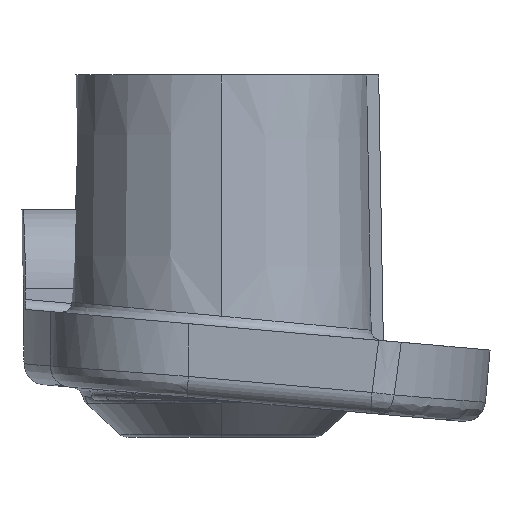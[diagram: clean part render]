
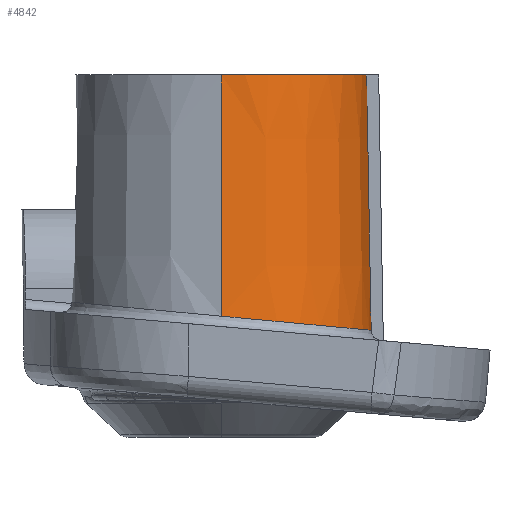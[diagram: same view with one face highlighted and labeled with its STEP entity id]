
A CAD part, left-side view. The second image highlights one B-rep face of the part: STEP entity #4842.
In plain terms, the highlighted conical face has half-angle 1 degrees and reference radius 3.52 mm.
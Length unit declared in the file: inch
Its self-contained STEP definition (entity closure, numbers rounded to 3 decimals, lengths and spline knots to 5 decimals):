
#90 = VECTOR ( 'NONE', #1295, 39.37008 ) ;
#396 = ORIENTED_EDGE ( 'NONE', *, *, #7692, .F. ) ;
#407 = CARTESIAN_POINT ( 'NONE',  ( -0.36, 0., 0. ) ) ;
#444 = CARTESIAN_POINT ( 'NONE',  ( -0.5026, 0., -0.22987 ) ) ;
#714 = VERTEX_POINT ( 'NONE', #444 ) ;
#806 = CARTESIAN_POINT ( 'NONE',  ( -0.29056, -0.12522, -0.24159 ) ) ;
#846 = CARTESIAN_POINT ( 'NONE',  ( -0.251, -0.09218, -0.2385 ) ) ;
#868 = EDGE_CURVE ( 'NONE', #2234, #714, #8286, .T. ) ;
#903 = CIRCLE ( 'NONE', #8304, 0.13859 ) ;
#948 = VERTEX_POINT ( 'NONE', #1925 ) ;
#954 = CARTESIAN_POINT ( 'NONE',  ( -0.36, 0., 0. ) ) ;
#1177 = CARTESIAN_POINT ( 'NONE',  ( -0.48828, -0.06322, -0.23579 ) ) ;
#1216 = CARTESIAN_POINT ( 'NONE',  ( -0.50171, -0.01867, -0.23162 ) ) ;
#1255 = CARTESIAN_POINT ( 'NONE',  ( -0.47358, -0.08696, -0.23801 ) ) ;
#1295 = DIRECTION ( 'NONE',  ( -0.017, 0., -1. ) ) ;
#1350 = CARTESIAN_POINT ( 'NONE',  ( -0.25143, -0.08614, 0. ) ) ;
#1469 = CARTESIAN_POINT ( 'NONE',  ( -0.34971, -0.14283, -0.24324 ) ) ;
#1696 = FACE_OUTER_BOUND ( 'NONE', #4176, .T. ) ;
#1749 = CARTESIAN_POINT ( 'NONE',  ( -0.48391, -0.07142, -0.23656 ) ) ;
#1792 = CARTESIAN_POINT ( 'NONE',  ( -0.50262, -0.00941, -0.23075 ) ) ;
#1852 = CARTESIAN_POINT ( 'NONE',  ( -0.25113, -0.08908, -0.1188 ) ) ;
#1898 = CARTESIAN_POINT ( 'NONE',  ( -0.251, -0.09218, -0.2385 ) ) ;
#1925 = CARTESIAN_POINT ( 'NONE',  ( -0.36, -0.14283, -0.24324 ) ) ;
#2022 = CARTESIAN_POINT ( 'NONE',  ( -0.36, -0.14283, -0.24324 ) ) ;
#2106 = CARTESIAN_POINT ( 'NONE',  ( -0.30942, -0.13397, -0.24241 ) ) ;
#2234 = VERTEX_POINT ( 'NONE', #4072 ) ;
#2601 = EDGE_CURVE ( 'NONE', #948, #714, #3206, .T. ) ;
#2888 = DIRECTION ( 'NONE',  ( 0., 0., -1. ) ) ;
#2965 = B_SPLINE_CURVE_WITH_KNOTS ( 'NONE', 3,
 ( #3867, #4421, #7623, #8257, #1852, #4368, #1898 ),
 .UNSPECIFIED., .F., .F.,
 ( 4, 3, 4 ),
 ( 0., 0.0015, 0.00606 ),
 .UNSPECIFIED. ) ;
#3206 = B_SPLINE_CURVE_WITH_KNOTS ( 'NONE', 3,
 ( #7528, #6204, #5581, #7567, #8296, #8207, #5539, #4998, #8164, #4904, #1255, #1749, #1177, #4415, #4320, #1216, #1792, #6892 ),
 .UNSPECIFIED., .F., .F.,
 ( 4, 2, 2, 2, 2, 2, 2, 2, 4 ),
 ( 0.00317, 0.00389, 0.00461, 0.00532, 0.00604, 0.00676, 0.00748, 0.0082, 0.00892 ),
 .UNSPECIFIED. ) ;
#3263 = EDGE_CURVE ( 'NONE', #6321, #948, #4002, .T. ) ;
#3711 = AXIS2_PLACEMENT_3D ( 'NONE', #407, #7513, #6283 ) ;
#3867 = CARTESIAN_POINT ( 'NONE',  ( -0.25143, -0.08614, 0. ) ) ;
#3906 = CARTESIAN_POINT ( 'NONE',  ( -0.25771, -0.10013, -0.23924 ) ) ;
#4002 = B_SPLINE_CURVE_WITH_KNOTS ( 'NONE', 3,
 ( #5181, #3906, #6481, #6566, #806, #2106, #5931, #4669, #1469, #2022 ),
 .UNSPECIFIED., .F., .F.,
 ( 4, 2, 2, 2, 4 ),
 ( 0., 0.00079, 0.00158, 0.00238, 0.00317 ),
 .UNSPECIFIED. ) ;
#4072 = CARTESIAN_POINT ( 'NONE',  ( -0.49859, 0., 0. ) ) ;
#4143 = ORIENTED_EDGE ( 'NONE', *, *, #3263, .F. ) ;
#4176 = EDGE_LOOP ( 'NONE', ( #5955, #6646, #7815, #4143, #396 ) ) ;
#4236 = CONICAL_SURFACE ( 'NONE', #3711, 0.13859, 0.017 ) ;
#4320 = CARTESIAN_POINT ( 'NONE',  ( -0.49812, -0.03689, -0.23332 ) ) ;
#4368 = CARTESIAN_POINT ( 'NONE',  ( -0.25104, -0.09061, -0.17865 ) ) ;
#4415 = CARTESIAN_POINT ( 'NONE',  ( -0.4954, -0.04595, -0.23417 ) ) ;
#4421 = CARTESIAN_POINT ( 'NONE',  ( -0.25137, -0.08662, -0.01965 ) ) ;
#4669 = CARTESIAN_POINT ( 'NONE',  ( -0.33925, -0.14169, -0.24313 ) ) ;
#4842 = ADVANCED_FACE ( 'NONE', ( #1696 ), #4236, .T. ) ;
#4904 = CARTESIAN_POINT ( 'NONE',  ( -0.46757, -0.09431, -0.2387 ) ) ;
#4998 = CARTESIAN_POINT ( 'NONE',  ( -0.44723, -0.11343, -0.24049 ) ) ;
#5181 = CARTESIAN_POINT ( 'NONE',  ( -0.251, -0.09218, -0.2385 ) ) ;
#5491 = EDGE_CURVE ( 'NONE', #7749, #2234, #903, .T. ) ;
#5539 = CARTESIAN_POINT ( 'NONE',  ( -0.43162, -0.12391, -0.24147 ) ) ;
#5581 = CARTESIAN_POINT ( 'NONE',  ( -0.37862, -0.14193, -0.24316 ) ) ;
#5931 = CARTESIAN_POINT ( 'NONE',  ( -0.31916, -0.13725, -0.24272 ) ) ;
#5955 = ORIENTED_EDGE ( 'NONE', *, *, #5491, .T. ) ;
#6204 = CARTESIAN_POINT ( 'NONE',  ( -0.36934, -0.14283, -0.24324 ) ) ;
#6283 = DIRECTION ( 'NONE',  ( -1., 0., 0. ) ) ;
#6321 = VERTEX_POINT ( 'NONE', #846 ) ;
#6481 = CARTESIAN_POINT ( 'NONE',  ( -0.26529, -0.10734, -0.23992 ) ) ;
#6566 = CARTESIAN_POINT ( 'NONE',  ( -0.2817, -0.11986, -0.24109 ) ) ;
#6646 = ORIENTED_EDGE ( 'NONE', *, *, #868, .T. ) ;
#6892 = CARTESIAN_POINT ( 'NONE',  ( -0.5026, 0., -0.22987 ) ) ;
#7058 = CARTESIAN_POINT ( 'NONE',  ( -0.49859, 0., 0. ) ) ;
#7394 = DIRECTION ( 'NONE',  ( -1., 0., 0. ) ) ;
#7513 = DIRECTION ( 'NONE',  ( 0., 0., -1. ) ) ;
#7528 = CARTESIAN_POINT ( 'NONE',  ( -0.36, -0.14283, -0.24324 ) ) ;
#7567 = CARTESIAN_POINT ( 'NONE',  ( -0.39707, -0.13825, -0.24281 ) ) ;
#7623 = CARTESIAN_POINT ( 'NONE',  ( -0.25132, -0.0871, -0.0393 ) ) ;
#7692 = EDGE_CURVE ( 'NONE', #7749, #6321, #2965, .T. ) ;
#7749 = VERTEX_POINT ( 'NONE', #1350 ) ;
#7815 = ORIENTED_EDGE ( 'NONE', *, *, #2601, .F. ) ;
#8164 = CARTESIAN_POINT ( 'NONE',  ( -0.45442, -0.10751, -0.23993 ) ) ;
#8207 = CARTESIAN_POINT ( 'NONE',  ( -0.42331, -0.12835, -0.24188 ) ) ;
#8257 = CARTESIAN_POINT ( 'NONE',  ( -0.25127, -0.08759, -0.05895 ) ) ;
#8286 = LINE ( 'NONE', #7058, #90 ) ;
#8296 = CARTESIAN_POINT ( 'NONE',  ( -0.4061, -0.1355, -0.24255 ) ) ;
#8304 = AXIS2_PLACEMENT_3D ( 'NONE', #954, #2888, #7394 ) ;
